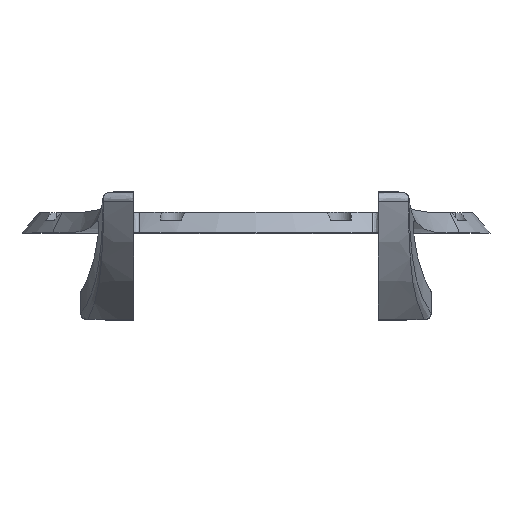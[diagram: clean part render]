
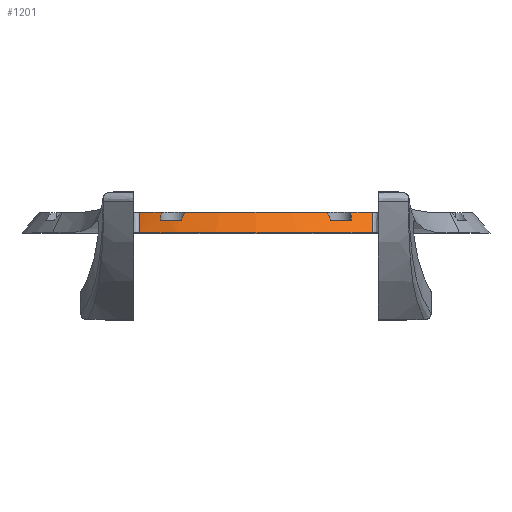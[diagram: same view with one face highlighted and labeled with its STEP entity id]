
A CAD part, top view. The second image highlights one B-rep face of the part: STEP entity #1201.
In plain terms, the highlighted conical face has half-angle 40 degrees and reference radius 21.322 mm.
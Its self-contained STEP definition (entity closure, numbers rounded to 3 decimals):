
#88 = DIRECTION ( 'NONE',  ( 0., 0., 1. ) ) ;
#120 = CARTESIAN_POINT ( 'NONE',  ( 9.3, 2., 19.187 ) ) ;
#136 = CARTESIAN_POINT ( 'NONE',  ( 11.439, 1.455, 18.534 ) ) ;
#156 = DIRECTION ( 'NONE',  ( 0., 0., -1. ) ) ;
#236 = AXIS2_PLACEMENT_3D ( 'NONE', #1797, #3381, #2865 ) ;
#477 = EDGE_CURVE ( 'NONE', #566, #5134, #4186, .T. ) ;
#520 = CARTESIAN_POINT ( 'NONE',  ( 6.991, 2., 20.143 ) ) ;
#529 = AXIS2_PLACEMENT_3D ( 'NONE', #3088, #1916, #5082 ) ;
#552 = AXIS2_PLACEMENT_3D ( 'NONE', #5883, #2955, #2826 ) ;
#566 = VERTEX_POINT ( 'NONE', #5732 ) ;
#666 = VERTEX_POINT ( 'NONE', #6093 ) ;
#779 = VERTEX_POINT ( 'NONE', #1621 ) ;
#834 = CARTESIAN_POINT ( 'NONE',  ( -11.445, 0.395, 19.568 ) ) ;
#886 = CARTESIAN_POINT ( 'NONE',  ( 7.257, 1.457, 20.533 ) ) ;
#985 = CARTESIAN_POINT ( 'NONE',  ( 7.039, 1.861, 20.25 ) ) ;
#1018 = CARTESIAN_POINT ( 'NONE',  ( 0., 1.2, 0. ) ) ;
#1068 = CARTESIAN_POINT ( 'NONE',  ( -7.351, 1.325, 20.617 ) ) ;
#1074 = CARTESIAN_POINT ( 'NONE',  ( -9.352, 1.2, 19.906 ) ) ;
#1132 = CARTESIAN_POINT ( 'NONE',  ( -9.3, 2., 19.187 ) ) ;
#1172 = CARTESIAN_POINT ( 'NONE',  ( 11.447, 0., 19.949 ) ) ;
#1201 = ADVANCED_FACE ( 'NONE', ( #6514 ), #4746, .T. ) ;
#1344 = EDGE_CURVE ( 'NONE', #4911, #2700, #2378, .T. ) ;
#1402 = B_SPLINE_CURVE_WITH_KNOTS ( 'NONE', 3,
 ( #5130, #834, #2521, #2450, #4624, #6714, #1480 ),
 .UNSPECIFIED., .F., .F.,
 ( 4, 3, 4 ),
 ( 0., 0.002, 0.003 ),
 .UNSPECIFIED. ) ;
#1452 = DIRECTION ( 'NONE',  ( 0., 1., 0. ) ) ;
#1480 = CARTESIAN_POINT ( 'NONE',  ( -11.436, 2., 17.996 ) ) ;
#1506 = VERTEX_POINT ( 'NONE', #5578 ) ;
#1511 = ORIENTED_EDGE ( 'NONE', *, *, #3561, .F. ) ;
#1514 = CARTESIAN_POINT ( 'NONE',  ( -7.039, 1.861, 20.25 ) ) ;
#1519 = ORIENTED_EDGE ( 'NONE', *, *, #6513, .F. ) ;
#1592 = CARTESIAN_POINT ( 'NONE',  ( -9.381, 1.325, 19.776 ) ) ;
#1621 = CARTESIAN_POINT ( 'NONE',  ( -6.991, 2., 20.143 ) ) ;
#1622 = CARTESIAN_POINT ( 'NONE',  ( -7.463, 1.2, 20.688 ) ) ;
#1625 = CIRCLE ( 'NONE', #3610, 21.993 ) ;
#1640 = EDGE_CURVE ( 'NONE', #5687, #2253, #3499, .T. ) ;
#1650 = CARTESIAN_POINT ( 'NONE',  ( -7.463, 1.2, 20.688 ) ) ;
#1750 = EDGE_CURVE ( 'NONE', #2700, #2256, #3448, .T. ) ;
#1797 = CARTESIAN_POINT ( 'NONE',  ( 0., 2., 0. ) ) ;
#1916 = DIRECTION ( 'NONE',  ( 0., 1., 0. ) ) ;
#2154 = CARTESIAN_POINT ( 'NONE',  ( 9.388, 1.455, 19.652 ) ) ;
#2170 = ORIENTED_EDGE ( 'NONE', *, *, #4021, .F. ) ;
#2172 = CARTESIAN_POINT ( 'NONE',  ( 11.437, 1.728, 18.265 ) ) ;
#2253 = VERTEX_POINT ( 'NONE', #1132 ) ;
#2256 = VERTEX_POINT ( 'NONE', #5880 ) ;
#2378 = B_SPLINE_CURVE_WITH_KNOTS ( 'NONE', 3,
 ( #4848, #3782, #2154, #4265, #6354, #120 ),
 .UNSPECIFIED., .F., .F.,
 ( 4, 2, 4 ),
 ( 0., 0.001, 0.001 ),
 .UNSPECIFIED. ) ;
#2450 = CARTESIAN_POINT ( 'NONE',  ( -11.441, 1.181, 18.801 ) ) ;
#2483 = ORIENTED_EDGE ( 'NONE', *, *, #1344, .F. ) ;
#2491 = CARTESIAN_POINT ( 'NONE',  ( 9.3, 2., 19.187 ) ) ;
#2521 = CARTESIAN_POINT ( 'NONE',  ( -11.443, 0.789, 19.185 ) ) ;
#2573 = AXIS2_PLACEMENT_3D ( 'NONE', #4744, #4197, #88 ) ;
#2649 = EDGE_CURVE ( 'NONE', #779, #4463, #5251, .T. ) ;
#2685 = DIRECTION ( 'NONE',  ( 0., 1., 0. ) ) ;
#2700 = VERTEX_POINT ( 'NONE', #2491 ) ;
#2706 = EDGE_LOOP ( 'NONE', ( #5238, #5994, #6522, #5567, #6344, #4772, #2483, #1519, #2170, #3617, #5167, #1511 ) ) ;
#2802 = CIRCLE ( 'NONE', #4557, 21.993 ) ;
#2826 = DIRECTION ( 'NONE',  ( 0., 0., 1. ) ) ;
#2865 = DIRECTION ( 'NONE',  ( 0., 0., -1. ) ) ;
#2955 = DIRECTION ( 'NONE',  ( 0., 1., 0. ) ) ;
#2991 = CARTESIAN_POINT ( 'NONE',  ( 7.463, 1.2, 20.688 ) ) ;
#3088 = CARTESIAN_POINT ( 'NONE',  ( 0., 2., 0. ) ) ;
#3277 = CARTESIAN_POINT ( 'NONE',  ( 11.445, 0.395, 19.568 ) ) ;
#3381 = DIRECTION ( 'NONE',  ( 0., -1., 0. ) ) ;
#3448 = CIRCLE ( 'NONE', #2573, 21.322 ) ;
#3499 = CIRCLE ( 'NONE', #529, 21.322 ) ;
#3542 = CARTESIAN_POINT ( 'NONE',  ( 7.101, 1.724, 20.35 ) ) ;
#3561 = EDGE_CURVE ( 'NONE', #666, #4986, #1625, .T. ) ;
#3610 = AXIS2_PLACEMENT_3D ( 'NONE', #1018, #2685, #4745 ) ;
#3617 = ORIENTED_EDGE ( 'NONE', *, *, #2649, .F. ) ;
#3716 = B_SPLINE_CURVE_WITH_KNOTS ( 'NONE', 3,
 ( #3740, #5271, #5824, #5784, #1592, #1074 ),
 .UNSPECIFIED., .F., .F.,
 ( 4, 2, 4 ),
 ( 0., 0.001, 0.001 ),
 .UNSPECIFIED. ) ;
#3740 = CARTESIAN_POINT ( 'NONE',  ( -9.3, 2., 19.187 ) ) ;
#3770 = CARTESIAN_POINT ( 'NONE',  ( -7.102, 1.723, 20.351 ) ) ;
#3782 = CARTESIAN_POINT ( 'NONE',  ( 9.381, 1.325, 19.776 ) ) ;
#4017 = DIRECTION ( 'NONE',  ( 0., 0., 1. ) ) ;
#4021 = EDGE_CURVE ( 'NONE', #4463, #1506, #5605, .T. ) ;
#4031 = CARTESIAN_POINT ( 'NONE',  ( 7.35, 1.325, 20.617 ) ) ;
#4047 = CARTESIAN_POINT ( 'NONE',  ( 0., 2., 0. ) ) ;
#4054 = AXIS2_PLACEMENT_3D ( 'NONE', #4047, #1452, #4017 ) ;
#4178 = CARTESIAN_POINT ( 'NONE',  ( -11.436, 2., 17.996 ) ) ;
#4186 = CIRCLE ( 'NONE', #552, 23. ) ;
#4197 = DIRECTION ( 'NONE',  ( 0., 1., 0. ) ) ;
#4265 = CARTESIAN_POINT ( 'NONE',  ( 9.368, 1.723, 19.412 ) ) ;
#4279 = CARTESIAN_POINT ( 'NONE',  ( 11.436, 2., 17.996 ) ) ;
#4337 = CARTESIAN_POINT ( 'NONE',  ( 0., 1.2, 0. ) ) ;
#4463 = VERTEX_POINT ( 'NONE', #520 ) ;
#4557 = AXIS2_PLACEMENT_3D ( 'NONE', #4337, #6390, #156 ) ;
#4624 = CARTESIAN_POINT ( 'NONE',  ( -11.439, 1.455, 18.534 ) ) ;
#4744 = CARTESIAN_POINT ( 'NONE',  ( 0., 2., 0. ) ) ;
#4745 = DIRECTION ( 'NONE',  ( 0., 0., -1. ) ) ;
#4746 = CONICAL_SURFACE ( 'NONE', #236, 21.322, 0.698 ) ;
#4772 = ORIENTED_EDGE ( 'NONE', *, *, #1750, .F. ) ;
#4835 = CARTESIAN_POINT ( 'NONE',  ( 9.352, 1.2, 19.906 ) ) ;
#4848 = CARTESIAN_POINT ( 'NONE',  ( 9.352, 1.2, 19.906 ) ) ;
#4911 = VERTEX_POINT ( 'NONE', #4835 ) ;
#4986 = VERTEX_POINT ( 'NONE', #1650 ) ;
#5029 = EDGE_CURVE ( 'NONE', #5134, #2256, #6260, .T. ) ;
#5049 = CARTESIAN_POINT ( 'NONE',  ( 11.441, 1.181, 18.801 ) ) ;
#5082 = DIRECTION ( 'NONE',  ( 0., 0., 1. ) ) ;
#5086 = CARTESIAN_POINT ( 'NONE',  ( 6.991, 2., 20.143 ) ) ;
#5130 = CARTESIAN_POINT ( 'NONE',  ( -11.447, 0., 19.949 ) ) ;
#5134 = VERTEX_POINT ( 'NONE', #5276 ) ;
#5167 = ORIENTED_EDGE ( 'NONE', *, *, #5646, .F. ) ;
#5238 = ORIENTED_EDGE ( 'NONE', *, *, #6619, .F. ) ;
#5251 = CIRCLE ( 'NONE', #4054, 21.322 ) ;
#5271 = CARTESIAN_POINT ( 'NONE',  ( -9.342, 1.861, 19.296 ) ) ;
#5276 = CARTESIAN_POINT ( 'NONE',  ( 11.447, 0., 19.949 ) ) ;
#5365 = CARTESIAN_POINT ( 'NONE',  ( 11.443, 0.789, 19.185 ) ) ;
#5480 = EDGE_CURVE ( 'NONE', #566, #5687, #1402, .T. ) ;
#5567 = ORIENTED_EDGE ( 'NONE', *, *, #477, .T. ) ;
#5578 = CARTESIAN_POINT ( 'NONE',  ( 7.463, 1.2, 20.688 ) ) ;
#5605 = B_SPLINE_CURVE_WITH_KNOTS ( 'NONE', 3,
 ( #5086, #985, #3542, #886, #4031, #2991 ),
 .UNSPECIFIED., .F., .F.,
 ( 4, 2, 4 ),
 ( 0., 0.001, 0.001 ),
 .UNSPECIFIED. ) ;
#5646 = EDGE_CURVE ( 'NONE', #4986, #779, #5923, .T. ) ;
#5687 = VERTEX_POINT ( 'NONE', #4178 ) ;
#5732 = CARTESIAN_POINT ( 'NONE',  ( -11.447, 0., 19.949 ) ) ;
#5784 = CARTESIAN_POINT ( 'NONE',  ( -9.388, 1.457, 19.65 ) ) ;
#5824 = CARTESIAN_POINT ( 'NONE',  ( -9.368, 1.724, 19.411 ) ) ;
#5880 = CARTESIAN_POINT ( 'NONE',  ( 11.436, 2., 17.996 ) ) ;
#5883 = CARTESIAN_POINT ( 'NONE',  ( 0., 0., 0. ) ) ;
#5923 = B_SPLINE_CURVE_WITH_KNOTS ( 'NONE', 3,
 ( #1622, #1068, #6822, #3770, #1514, #6268 ),
 .UNSPECIFIED., .F., .F.,
 ( 4, 2, 4 ),
 ( 0., 0.001, 0.001 ),
 .UNSPECIFIED. ) ;
#5994 = ORIENTED_EDGE ( 'NONE', *, *, #1640, .F. ) ;
#6093 = CARTESIAN_POINT ( 'NONE',  ( -9.352, 1.2, 19.906 ) ) ;
#6260 = B_SPLINE_CURVE_WITH_KNOTS ( 'NONE', 3,
 ( #1172, #3277, #5365, #5049, #136, #2172, #4279 ),
 .UNSPECIFIED., .F., .F.,
 ( 4, 3, 4 ),
 ( 0., 0.002, 0.003 ),
 .UNSPECIFIED. ) ;
#6268 = CARTESIAN_POINT ( 'NONE',  ( -6.991, 2., 20.143 ) ) ;
#6344 = ORIENTED_EDGE ( 'NONE', *, *, #5029, .T. ) ;
#6354 = CARTESIAN_POINT ( 'NONE',  ( 9.342, 1.861, 19.296 ) ) ;
#6390 = DIRECTION ( 'NONE',  ( 0., 1., 0. ) ) ;
#6513 = EDGE_CURVE ( 'NONE', #1506, #4911, #2802, .T. ) ;
#6514 = FACE_OUTER_BOUND ( 'NONE', #2706, .T. ) ;
#6522 = ORIENTED_EDGE ( 'NONE', *, *, #5480, .F. ) ;
#6619 = EDGE_CURVE ( 'NONE', #2253, #666, #3716, .T. ) ;
#6714 = CARTESIAN_POINT ( 'NONE',  ( -11.437, 1.728, 18.265 ) ) ;
#6822 = CARTESIAN_POINT ( 'NONE',  ( -7.258, 1.455, 20.534 ) ) ;
